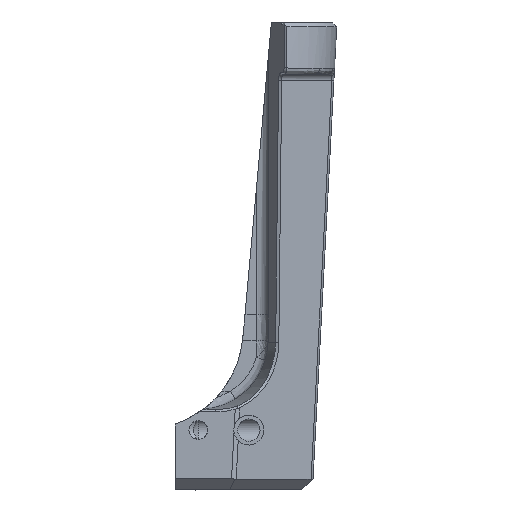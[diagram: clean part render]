
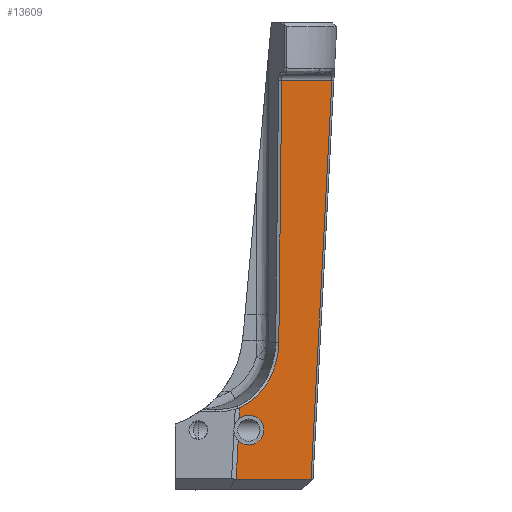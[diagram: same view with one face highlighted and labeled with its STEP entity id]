
A CAD part, front view. The second image highlights one B-rep face of the part: STEP entity #13609.
In plain terms, the highlighted planar face has unit normal (0.706, -0.707, -0.037).
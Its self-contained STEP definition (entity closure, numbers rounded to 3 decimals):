
#4948=CARTESIAN_POINT('',(192.227,-82.025,
-244.222));
#4964=DIRECTION('',(0.011,-0.041,0.999));
#4965=VECTOR('',#4964,139.794);
#4966=CARTESIAN_POINT('',(175.01,-103.049,
-171.037));
#4967=LINE('',#4966,#4965);
#4971=DIRECTION('',(0.708,0.707,0.));
#4972=VECTOR('',#4971,37.913);
#4973=CARTESIAN_POINT('',(176.555,-108.815,
-31.37));
#4974=LINE('',#4973,#4972);
#4978=DIRECTION('',(-0.052,0.,-0.999));
#4979=VECTOR('',#4978,213.144);
#4980=CARTESIAN_POINT('',(203.382,-82.025,-31.37));
#4981=LINE('',#4980,#4979);
#4985=DIRECTION('',(-0.708,-0.707,0.));
#4986=VECTOR('',#4985,56.536);
#4987=CARTESIAN_POINT('',(192.227,-82.025,
-244.222));
#4988=LINE('',#4987,#4986);
#4992=DIRECTION('',(0.052,0.,0.999));
#4993=VECTOR('',#4992,20.635);
#4994=CARTESIAN_POINT('',(152.222,-121.975,
-244.222));
#4995=LINE('',#4994,#4993);
#4999=CARTESIAN_POINT('',(153.302,-121.975,
-223.616));
#5000=CARTESIAN_POINT('',(153.56,-121.704,
-223.877));
#5001=CARTESIAN_POINT('',(154.037,-121.206,
-224.294));
#5002=CARTESIAN_POINT('',(154.913,-120.298,
-224.91));
#5003=CARTESIAN_POINT('',(155.913,-119.273,
-225.414));
#5004=CARTESIAN_POINT('',(157.026,-118.143,
-225.779));
#5005=CARTESIAN_POINT('',(158.427,-116.731,
-226.031));
#5006=CARTESIAN_POINT('',(160.054,-115.107,
-226.004));
#5007=CARTESIAN_POINT('',(161.855,-113.333,
-225.549));
#5008=CARTESIAN_POINT('',(163.236,-111.99,
-224.838));
#5009=CARTESIAN_POINT('',(164.263,-111.006,
-224.052));
#5010=CARTESIAN_POINT('',(164.989,-110.318,
-223.338));
#5011=CARTESIAN_POINT('',(165.662,-109.691,
-222.478));
#5012=CARTESIAN_POINT('',(166.267,-109.143,
-221.426));
#5013=CARTESIAN_POINT('',(166.689,-108.778,
-220.325));
#5014=CARTESIAN_POINT('',(166.932,-108.596,
-219.176));
#5015=CARTESIAN_POINT('',(167.,-108.566,-218.456));
#5016=CARTESIAN_POINT('',(167.,-108.59,-218.));
#5021=CARTESIAN_POINT('',(167.,-108.59,-218.));
#5022=CARTESIAN_POINT('',(167.,-108.61,-217.605));
#5023=CARTESIAN_POINT('',(166.946,-108.698,
-216.944));
#5024=CARTESIAN_POINT('',(166.74,-108.961,
-215.864));
#5025=CARTESIAN_POINT('',(166.365,-109.391,
-214.798));
#5026=CARTESIAN_POINT('',(165.815,-109.994,
-213.762));
#5027=CARTESIAN_POINT('',(164.985,-110.883,
-212.615));
#5028=CARTESIAN_POINT('',(163.809,-112.115,
-211.519));
#5029=CARTESIAN_POINT('',(162.231,-113.739,
-210.608));
#5030=CARTESIAN_POINT('',(160.499,-115.496,
-210.071));
#5031=CARTESIAN_POINT('',(158.921,-117.079,
-209.952));
#5032=CARTESIAN_POINT('',(157.555,-118.435,
-210.108));
#5033=CARTESIAN_POINT('',(156.466,-119.508,
-210.381));
#5034=CARTESIAN_POINT('',(155.287,-120.659,
-210.871));
#5035=CARTESIAN_POINT('',(154.412,-121.505,
-211.415));
#5036=CARTESIAN_POINT('',(153.92,-121.975,
-211.82));
#5041=DIRECTION('',(0.052,0.,0.999));
#5042=VECTOR('',#5041,5.799);
#5043=CARTESIAN_POINT('',(153.92,-121.975,
-211.82));
#5044=LINE('',#5043,#5042);
#5048=CARTESIAN_POINT('',(154.224,-121.975,
-206.029));
#5049=CARTESIAN_POINT('',(155.156,-121.065,
-205.639));
#5050=CARTESIAN_POINT('',(156.979,-119.291,
-204.752));
#5051=CARTESIAN_POINT('',(159.566,-116.791,
-203.129));
#5052=CARTESIAN_POINT('',(161.983,-114.477,
-201.245));
#5053=CARTESIAN_POINT('',(164.212,-112.361,
-199.129));
#5054=CARTESIAN_POINT('',(166.242,-110.455,
-196.813));
#5055=CARTESIAN_POINT('',(168.066,-108.764,
-194.326));
#5056=CARTESIAN_POINT('',(169.679,-107.291,
-191.696));
#5057=CARTESIAN_POINT('',(171.079,-106.037,
-188.946));
#5058=CARTESIAN_POINT('',(172.266,-105.001,
-186.101));
#5059=CARTESIAN_POINT('',(173.241,-104.18,
-183.175));
#5060=CARTESIAN_POINT('',(174.005,-103.573,
-180.193));
#5061=CARTESIAN_POINT('',(174.562,-103.176,
-177.154));
#5062=CARTESIAN_POINT('',(174.907,-102.991,
-174.094));
#5063=CARTESIAN_POINT('',(174.999,-103.007,
-172.054));
#5064=CARTESIAN_POINT('',(175.01,-103.049,
-171.037));
#5335=CARTESIAN_POINT('',(203.382,-82.025,-31.37));
#5348=CARTESIAN_POINT('',(176.555,-108.815,
-31.37));
#5979=CARTESIAN_POINT('',(152.222,-121.975,
-244.222));
#8275=VERTEX_POINT('',#5335);
#8279=VERTEX_POINT('',#4948);
#8283=VERTEX_POINT('',#5979);
#8575=VERTEX_POINT('',#4999);
#8576=VERTEX_POINT('',#5016);
#8577=VERTEX_POINT('',#5036);
#8953=VERTEX_POINT('',#5348);
#8956=CARTESIAN_POINT('',(175.01,-103.049,
-171.037));
#8957=VERTEX_POINT('',#8956);
#8959=VERTEX_POINT('',#5048);
#13586=CARTESIAN_POINT('',(173.063,-102.,-228.23));
#13587=DIRECTION('',(0.706,-0.707,-0.037));
#13588=DIRECTION('',(0.706,0.707,-0.037));
#13589=AXIS2_PLACEMENT_3D('',#13586,#13587,#13588);
#13590=PLANE('',#13589);
#13592=ORIENTED_EDGE('',*,*,#13591,.T.);
#13594=ORIENTED_EDGE('',*,*,#13593,.T.);
#13595=ORIENTED_EDGE('',*,*,#13578,.T.);
#13596=ORIENTED_EDGE('',*,*,#13566,.T.);
#13598=ORIENTED_EDGE('',*,*,#13597,.T.);
#13600=ORIENTED_EDGE('',*,*,#13599,.T.);
#13602=ORIENTED_EDGE('',*,*,#13601,.T.);
#13604=ORIENTED_EDGE('',*,*,#13603,.T.);
#13606=ORIENTED_EDGE('',*,*,#13605,.T.);
#13607=EDGE_LOOP('',(#13592,#13594,#13595,#13596,#13598,#13600,#13602,#13604,
#13606));
#13608=FACE_OUTER_BOUND('',#13607,.F.);
#5017=B_SPLINE_CURVE_WITH_KNOTS('',3,(#4999,#5000,#5001,#5002,#5003,#5004,#5005,
#5006,#5007,#5008,#5009,#5010,#5011,#5012,#5013,#5014,#5015,#5016),
.UNSPECIFIED.,.F.,.F.,(4,1,1,1,1,1,1,1,1,1,1,1,1,1,1,4),(0.,0.031,0.063,
0.125,0.188,0.25,0.375,0.5,0.625,0.688,0.75,0.813,0.875,
0.938,0.969,1.),.UNSPECIFIED.);
#5037=B_SPLINE_CURVE_WITH_KNOTS('',3,(#5021,#5022,#5023,#5024,#5025,#5026,#5027,
#5028,#5029,#5030,#5031,#5032,#5033,#5034,#5035,#5036),.UNSPECIFIED.,.F.,.F.,(4,
1,1,1,1,1,1,1,1,1,1,1,1,4),(0.,0.031,0.063,0.125,0.188,0.25,
0.375,0.5,0.625,0.75,0.813,0.875,0.938,1.),.UNSPECIFIED.);
#5065=B_SPLINE_CURVE_WITH_KNOTS('',3,(#5048,#5049,#5050,#5051,#5052,#5053,#5054,
#5055,#5056,#5057,#5058,#5059,#5060,#5061,#5062,#5063,#5064),.UNSPECIFIED.,.F.,
.F.,(4,1,1,1,1,1,1,1,1,1,1,1,1,1,4),(0.,0.071,0.143,
0.214,0.286,0.357,0.429,0.5,
0.571,0.643,0.714,0.786,
0.857,0.929,1.),.UNSPECIFIED.);
#13566=EDGE_CURVE('',#8279,#8283,#4988,.T.);
#13578=EDGE_CURVE('',#8275,#8279,#4981,.T.);
#13591=EDGE_CURVE('',#8957,#8953,#4967,.T.);
#13593=EDGE_CURVE('',#8953,#8275,#4974,.T.);
#13597=EDGE_CURVE('',#8283,#8575,#4995,.T.);
#13599=EDGE_CURVE('',#8575,#8576,#5017,.T.);
#13601=EDGE_CURVE('',#8576,#8577,#5037,.T.);
#13603=EDGE_CURVE('',#8577,#8959,#5044,.T.);
#13605=EDGE_CURVE('',#8959,#8957,#5065,.T.);
#13609=ADVANCED_FACE('',(#13608),#13590,.T.);
